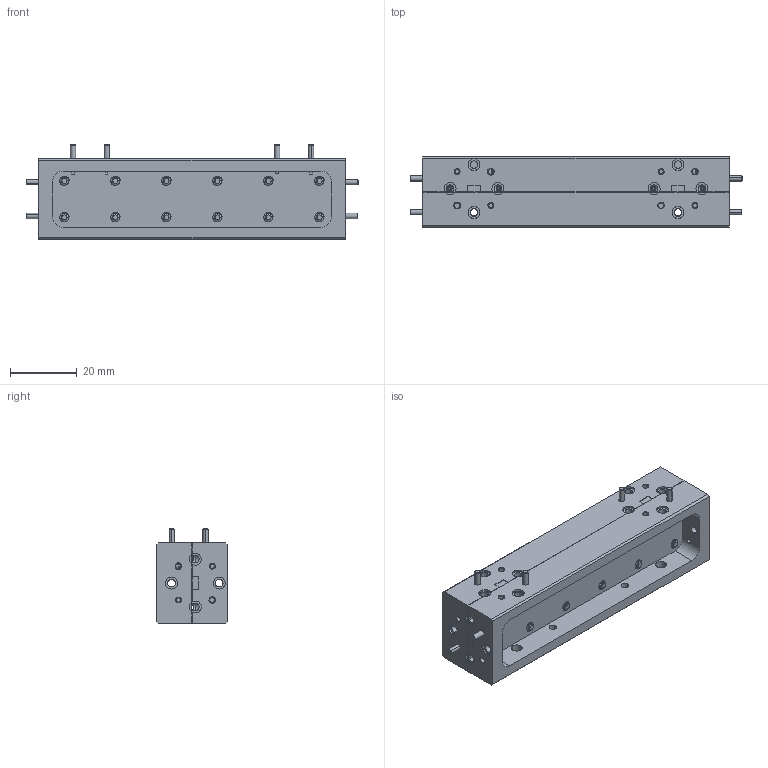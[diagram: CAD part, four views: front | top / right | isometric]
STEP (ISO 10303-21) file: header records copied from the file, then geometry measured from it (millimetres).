
FILE_DESCRIPTION (( 'STEP AP203' ), '1' );
FILE_NAME ('SWD-5038531040H-15-BB.STEP', '2018-11-06T00:12:47', ( '' ), ( '' ), 'SwSTEP 2.0', 'SolidWorks 2016', '' );
FILE_SCHEMA (( 'CONFIG_CONTROL_DESIGN' ));
Products named in the file (1): SWD-5038531040H-15-BB
Bounding box: 99.19 x 21.06 x 28.38 mm (x, y, z)
Volume: 25947.2 mm3; surface area: 20899.1 mm2
Topology: 37 solids, 37 shells, 1512 faces, 3970 edges, 2528 vertices
Faces by surface type: cylinder 919, cone 288, plane 281, bspline 24
Entity records: 61734 total; most frequent: CARTESIAN_POINT 27947, ORIENTED_EDGE 7884, DIRECTION 6331, EDGE_CURVE 3942, VERTEX_POINT 2528, AXIS2_PLACEMENT_3D 2390, EDGE_LOOP 1650, LINE 1551
